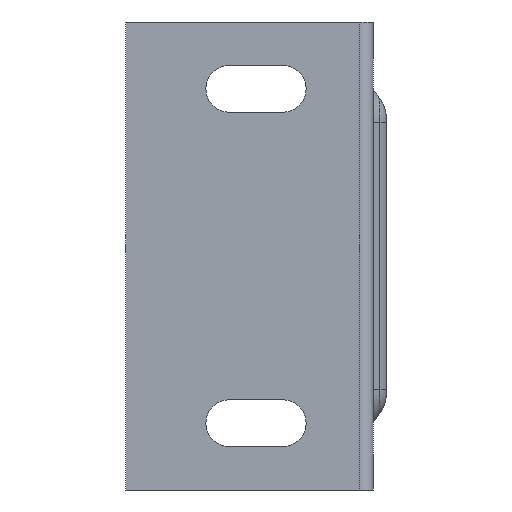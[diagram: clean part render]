
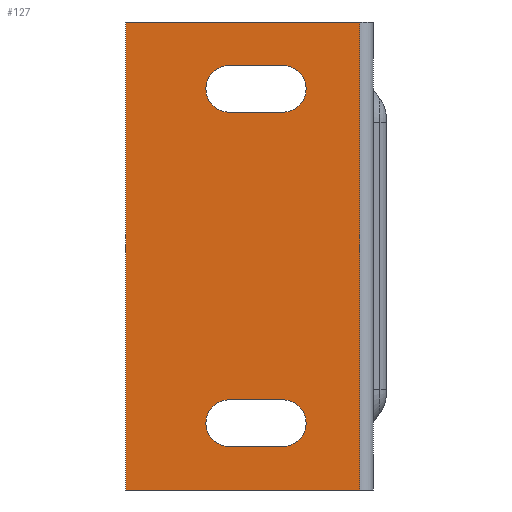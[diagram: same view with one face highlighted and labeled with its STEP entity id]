
A CAD part, left-side view. The second image highlights one B-rep face of the part: STEP entity #127.
In plain terms, the highlighted planar face has unit normal (-1, 0, 0).
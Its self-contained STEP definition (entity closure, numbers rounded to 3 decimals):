
#14 = AXIS2_PLACEMENT_3D ( 'NONE', #908, #906, #905 ) ;
#48 = AXIS2_PLACEMENT_3D ( 'NONE', #1469, #1468, #1467 ) ;
#49 = AXIS2_PLACEMENT_3D ( 'NONE', #1463, #1462, #1461 ) ;
#50 = AXIS2_PLACEMENT_3D ( 'NONE', #1457, #1456, #1455 ) ;
#127 = ADVANCED_FACE ( 'NONE', ( #1619, #1616, #1618 ), #955, .T. ) ;
#180 = EDGE_CURVE ( 'NONE', #1854, #1888, #699, .T. ) ;
#181 = EDGE_CURVE ( 'NONE', #1921, #1946, #697, .T. ) ;
#464 = CARTESIAN_POINT ( 'NONE',  ( -155., 19.5, 28.5 ) ) ;
#465 = CARTESIAN_POINT ( 'NONE',  ( -155., 19.5, 21.5 ) ) ;
#466 = CARTESIAN_POINT ( 'NONE',  ( -155., 0., 35. ) ) ;
#470 = CARTESIAN_POINT ( 'NONE',  ( -155., 11.5, 21.5 ) ) ;
#495 = CARTESIAN_POINT ( 'NONE',  ( -155., 11.5, 28.5 ) ) ;
#505 = CARTESIAN_POINT ( 'NONE',  ( -155., 11.5, -28.5 ) ) ;
#606 = LINE ( 'NONE', #1482, #661 ) ;
#607 = VECTOR ( 'NONE', #1472, 1000. ) ;
#608 = CIRCLE ( 'NONE', #48, 3.5 ) ;
#610 = LINE ( 'NONE', #1473, #607 ) ;
#661 = VECTOR ( 'NONE', #1480, 1000. ) ;
#694 = VECTOR ( 'NONE', #921, 1000. ) ;
#697 = CIRCLE ( 'NONE', #14, 3.5 ) ;
#699 = LINE ( 'NONE', #937, #694 ) ;
#726 = CIRCLE ( 'NONE', #50, 3.5 ) ;
#729 = LINE ( 'NONE', #1465, #737 ) ;
#731 = VECTOR ( 'NONE', #1452, 1000. ) ;
#733 = LINE ( 'NONE', #1439, #747 ) ;
#735 = LINE ( 'NONE', #1454, #731 ) ;
#737 = VECTOR ( 'NONE', #1466, 1000. ) ;
#747 = VECTOR ( 'NONE', #1431, 1000. ) ;
#753 = CIRCLE ( 'NONE', #49, 3.5 ) ;
#762 = VECTOR ( 'NONE', #1470, 1000. ) ;
#764 = VECTOR ( 'NONE', #1449, 1000. ) ;
#766 = LINE ( 'NONE', #1451, #764 ) ;
#782 = LINE ( 'NONE', #1464, #762 ) ;
#828 = DIRECTION ( 'NONE',  ( 0., -1., 0. ) ) ;
#905 = DIRECTION ( 'NONE',  ( 0., 1., 0. ) ) ;
#906 = DIRECTION ( 'NONE',  ( 1., 0., 0. ) ) ;
#908 = CARTESIAN_POINT ( 'NONE',  ( -155., 11.5, 25. ) ) ;
#921 = DIRECTION ( 'NONE',  ( 0., 0., -1. ) ) ;
#937 = CARTESIAN_POINT ( 'NONE',  ( -155., 35., 35. ) ) ;
#948 = DIRECTION ( 'NONE',  ( -1., 0., 0. ) ) ;
#955 = PLANE ( 'NONE',  #1190 ) ;
#960 = CARTESIAN_POINT ( 'NONE',  ( -155., 0., 35. ) ) ;
#1059 = EDGE_CURVE ( 'NONE', #1946, #1951, #610, .T. ) ;
#1060 = EDGE_CURVE ( 'NONE', #1951, #1952, #608, .T. ) ;
#1061 = EDGE_CURVE ( 'NONE', #1952, #1921, #606, .T. ) ;
#1062 = EDGE_CURVE ( 'NONE', #1887, #1911, #753, .T. ) ;
#1063 = EDGE_CURVE ( 'NONE', #1911, #1840, #782, .T. ) ;
#1064 = EDGE_CURVE ( 'NONE', #1840, #1842, #726, .T. ) ;
#1065 = EDGE_CURVE ( 'NONE', #1842, #1887, #729, .T. ) ;
#1066 = EDGE_CURVE ( 'NONE', #1863, #1888, #735, .T. ) ;
#1067 = EDGE_CURVE ( 'NONE', #1863, #1950, #766, .T. ) ;
#1074 = EDGE_CURVE ( 'NONE', #1950, #1854, #733, .T. ) ;
#1119 = ORIENTED_EDGE ( 'NONE', *, *, #1067, .T. ) ;
#1120 = ORIENTED_EDGE ( 'NONE', *, *, #1074, .T. ) ;
#1190 = AXIS2_PLACEMENT_3D ( 'NONE', #960, #948, #828 ) ;
#1431 = DIRECTION ( 'NONE',  ( 0., 1., 0. ) ) ;
#1439 = CARTESIAN_POINT ( 'NONE',  ( -155., 0., 35. ) ) ;
#1449 = DIRECTION ( 'NONE',  ( 0., 0., 1. ) ) ;
#1451 = CARTESIAN_POINT ( 'NONE',  ( -155., 0., 35. ) ) ;
#1452 = DIRECTION ( 'NONE',  ( 0., 1., 0. ) ) ;
#1454 = CARTESIAN_POINT ( 'NONE',  ( -155., 0., -35. ) ) ;
#1455 = DIRECTION ( 'NONE',  ( 0., 1., 0. ) ) ;
#1456 = DIRECTION ( 'NONE',  ( 1., 0., 0. ) ) ;
#1457 = CARTESIAN_POINT ( 'NONE',  ( -155., 19.5, -25. ) ) ;
#1461 = DIRECTION ( 'NONE',  ( 0., 1., 0. ) ) ;
#1462 = DIRECTION ( 'NONE',  ( 1., 0., 0. ) ) ;
#1463 = CARTESIAN_POINT ( 'NONE',  ( -155., 11.5, -25. ) ) ;
#1464 = CARTESIAN_POINT ( 'NONE',  ( -155., 11.5, -28.5 ) ) ;
#1465 = CARTESIAN_POINT ( 'NONE',  ( -155., 11.5, -21.5 ) ) ;
#1466 = DIRECTION ( 'NONE',  ( 0., -1., 0. ) ) ;
#1467 = DIRECTION ( 'NONE',  ( 0., 1., 0. ) ) ;
#1468 = DIRECTION ( 'NONE',  ( 1., 0., 0. ) ) ;
#1469 = CARTESIAN_POINT ( 'NONE',  ( -155., 19.5, 25. ) ) ;
#1470 = DIRECTION ( 'NONE',  ( 0., 1., 0. ) ) ;
#1472 = DIRECTION ( 'NONE',  ( 0., 1., 0. ) ) ;
#1473 = CARTESIAN_POINT ( 'NONE',  ( -155., 11.5, 21.5 ) ) ;
#1480 = DIRECTION ( 'NONE',  ( 0., -1., 0. ) ) ;
#1482 = CARTESIAN_POINT ( 'NONE',  ( -155., 11.5, 28.5 ) ) ;
#1616 = FACE_BOUND ( 'NONE', #2046, .T. ) ;
#1618 = FACE_OUTER_BOUND ( 'NONE', #2049, .T. ) ;
#1619 = FACE_BOUND ( 'NONE', #2032, .T. ) ;
#1716 = CARTESIAN_POINT ( 'NONE',  ( -155., 0., -35. ) ) ;
#1741 = CARTESIAN_POINT ( 'NONE',  ( -155., 35., -35. ) ) ;
#1742 = CARTESIAN_POINT ( 'NONE',  ( -155., 11.5, -21.5 ) ) ;
#1747 = CARTESIAN_POINT ( 'NONE',  ( -155., 35., 35. ) ) ;
#1753 = CARTESIAN_POINT ( 'NONE',  ( -155., 19.5, -28.5 ) ) ;
#1771 = CARTESIAN_POINT ( 'NONE',  ( -155., 19.5, -21.5 ) ) ;
#1840 = VERTEX_POINT ( 'NONE', #1753 ) ;
#1842 = VERTEX_POINT ( 'NONE', #1771 ) ;
#1854 = VERTEX_POINT ( 'NONE', #1747 ) ;
#1863 = VERTEX_POINT ( 'NONE', #1716 ) ;
#1887 = VERTEX_POINT ( 'NONE', #1742 ) ;
#1888 = VERTEX_POINT ( 'NONE', #1741 ) ;
#1911 = VERTEX_POINT ( 'NONE', #505 ) ;
#1921 = VERTEX_POINT ( 'NONE', #495 ) ;
#1946 = VERTEX_POINT ( 'NONE', #470 ) ;
#1950 = VERTEX_POINT ( 'NONE', #466 ) ;
#1951 = VERTEX_POINT ( 'NONE', #465 ) ;
#1952 = VERTEX_POINT ( 'NONE', #464 ) ;
#1986 = ORIENTED_EDGE ( 'NONE', *, *, #1061, .T. ) ;
#1987 = ORIENTED_EDGE ( 'NONE', *, *, #181, .T. ) ;
#1988 = ORIENTED_EDGE ( 'NONE', *, *, #1060, .T. ) ;
#1989 = ORIENTED_EDGE ( 'NONE', *, *, #1059, .T. ) ;
#2032 = EDGE_LOOP ( 'NONE', ( #1987, #1989, #1988, #1986 ) ) ;
#2046 = EDGE_LOOP ( 'NONE', ( #2273, #2211, #2209, #2206 ) ) ;
#2049 = EDGE_LOOP ( 'NONE', ( #2208, #1119, #1120, #2295 ) ) ;
#2206 = ORIENTED_EDGE ( 'NONE', *, *, #1065, .T. ) ;
#2208 = ORIENTED_EDGE ( 'NONE', *, *, #1066, .F. ) ;
#2209 = ORIENTED_EDGE ( 'NONE', *, *, #1064, .T. ) ;
#2211 = ORIENTED_EDGE ( 'NONE', *, *, #1063, .T. ) ;
#2273 = ORIENTED_EDGE ( 'NONE', *, *, #1062, .T. ) ;
#2295 = ORIENTED_EDGE ( 'NONE', *, *, #180, .T. ) ;
